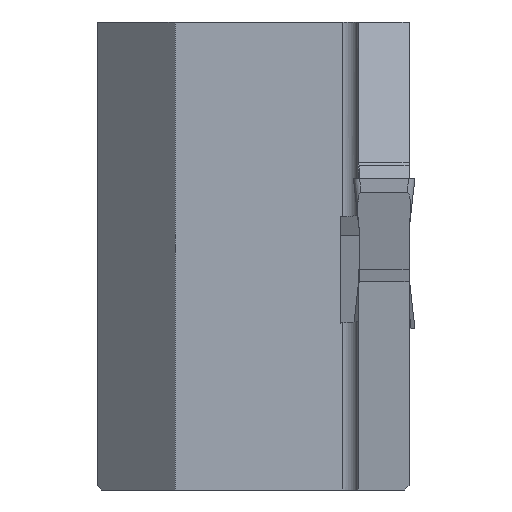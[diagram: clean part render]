
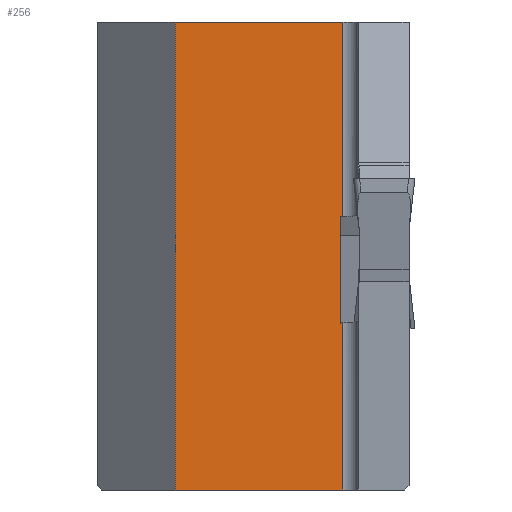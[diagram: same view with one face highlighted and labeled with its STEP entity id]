
A CAD part, left-side view. The second image highlights one B-rep face of the part: STEP entity #256.
In plain terms, the highlighted planar face has unit normal (-1, 0, 0).
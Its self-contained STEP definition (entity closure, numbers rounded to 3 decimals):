
#256=ADVANCED_FACE('',(#366),#314,.F.);
#314=PLANE('',#1303);
#366=FACE_OUTER_BOUND('',#425,.T.);
#425=EDGE_LOOP('',(#577,#578,#579,#580,#581,#582,#583,#584));
#577=ORIENTED_EDGE('',*,*,#882,.T.);
#578=ORIENTED_EDGE('',*,*,#931,.T.);
#579=ORIENTED_EDGE('',*,*,#932,.T.);
#580=ORIENTED_EDGE('',*,*,#933,.T.);
#581=ORIENTED_EDGE('',*,*,#934,.T.);
#582=ORIENTED_EDGE('',*,*,#888,.F.);
#583=ORIENTED_EDGE('',*,*,#935,.T.);
#584=ORIENTED_EDGE('',*,*,#910,.T.);
#787=VERTEX_POINT('',#1684);
#788=VERTEX_POINT('',#1686);
#791=VERTEX_POINT('',#1695);
#792=VERTEX_POINT('',#1697);
#808=VERTEX_POINT('',#1741);
#814=VERTEX_POINT('',#1781);
#815=VERTEX_POINT('',#1783);
#816=VERTEX_POINT('',#1785);
#882=EDGE_CURVE('',#788,#787,#1027,.T.);
#888=EDGE_CURVE('',#791,#792,#1032,.T.);
#910=EDGE_CURVE('',#808,#788,#1052,.T.);
#931=EDGE_CURVE('',#787,#814,#1071,.T.);
#932=EDGE_CURVE('',#814,#815,#1072,.T.);
#933=EDGE_CURVE('',#815,#816,#1073,.T.);
#934=EDGE_CURVE('',#816,#792,#1074,.T.);
#935=EDGE_CURVE('',#791,#808,#1075,.T.);
#1027=LINE('',#1685,#1158);
#1032=LINE('',#1696,#1163);
#1052=LINE('',#1740,#1183);
#1071=LINE('',#1780,#1202);
#1072=LINE('',#1782,#1203);
#1073=LINE('',#1784,#1204);
#1074=LINE('',#1786,#1205);
#1075=LINE('',#1787,#1206);
#1158=VECTOR('',#1383,1.);
#1163=VECTOR('',#1392,1.);
#1183=VECTOR('',#1428,1.);
#1202=VECTOR('',#1477,1.);
#1203=VECTOR('',#1478,1.);
#1204=VECTOR('',#1479,1.);
#1205=VECTOR('',#1480,1.);
#1206=VECTOR('',#1481,1.);
#1303=AXIS2_PLACEMENT_3D('',#1788,#1482,#1483);
#1383=DIRECTION('',(0.,0.,1.));
#1392=DIRECTION('',(0.,-1.,0.));
#1428=DIRECTION('',(0.,-1.,0.));
#1477=DIRECTION('',(0.,1.,0.));
#1478=DIRECTION('',(0.,0.,1.));
#1479=DIRECTION('',(0.,-1.,0.));
#1480=DIRECTION('',(0.,0.,1.));
#1481=DIRECTION('',(0.,0.,-1.));
#1482=DIRECTION('',(1.,0.,0.));
#1483=DIRECTION('',(0.,0.,-1.));
#1684=CARTESIAN_POINT('',(21.,-15.75,-9.288));
#1685=CARTESIAN_POINT('',(21.,-15.75,10.));
#1686=CARTESIAN_POINT('',(21.,-15.75,-20.));
#1695=CARTESIAN_POINT('',(21.,-5.,10.));
#1696=CARTESIAN_POINT('',(21.,13.2,10.));
#1697=CARTESIAN_POINT('',(21.,-15.75,10.));
#1740=CARTESIAN_POINT('',(21.,13.2,-20.));
#1741=CARTESIAN_POINT('',(21.,-5.,-20.));
#1780=CARTESIAN_POINT('',(21.,13.2,-9.288));
#1781=CARTESIAN_POINT('',(21.,-15.6,-9.288));
#1782=CARTESIAN_POINT('',(21.,-15.6,-20.));
#1783=CARTESIAN_POINT('',(21.,-15.6,-2.484));
#1784=CARTESIAN_POINT('',(21.,13.2,-2.484));
#1785=CARTESIAN_POINT('',(21.,-15.75,-2.484));
#1786=CARTESIAN_POINT('',(21.,-15.75,10.));
#1787=CARTESIAN_POINT('',(21.,-5.,-30.));
#1788=CARTESIAN_POINT('',(21.,13.2,-20.));
